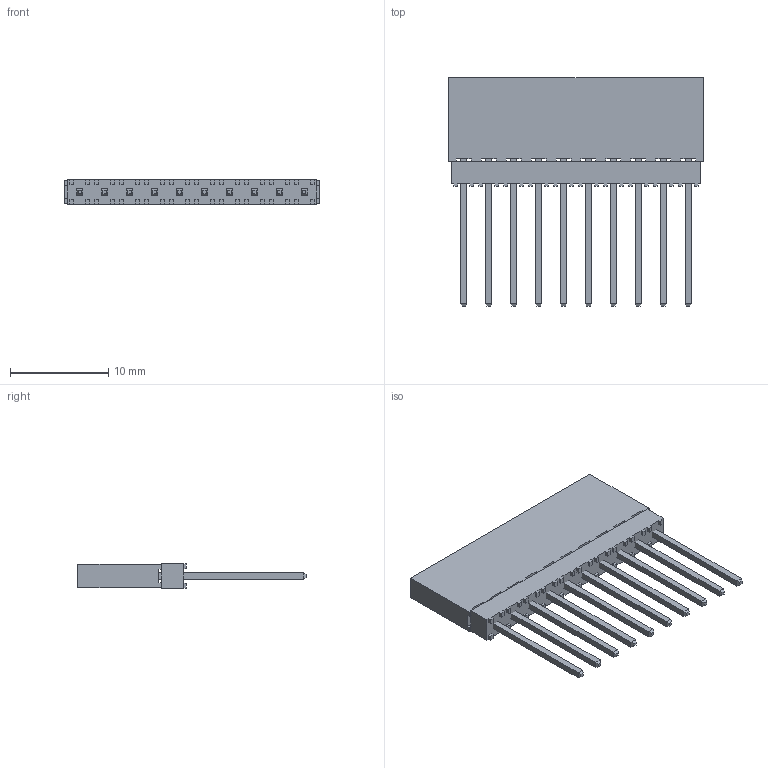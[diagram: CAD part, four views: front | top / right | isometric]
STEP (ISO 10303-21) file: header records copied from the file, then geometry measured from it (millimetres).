
FILE_DESCRIPTION( ( 'STEP AP214' ), '1' );
FILE_NAME( 'ESQ-110-14-T-S.stp', '2020-08-28T21:59:39', ( 'License CC BY-ND 4.0' ), ( 'CADENAS' ), ' ', 'PARTsolutions', ' ' );
FILE_SCHEMA( ( 'AUTOMOTIVE_DESIGN { 1 0 10303 214 1 1 1 1 }' ) );
Length unit declared in the file: inch
Products named in the file (4): ESQ-110-14-T-S; _ESQ-110-14-T-S_socket; _ESQ-110-14-T-S_pins; _ESQ-110-14-G-S-LL_bpins
Assembly tree (3 placements, depth 2):
  ESQ-110-14-T-S
    _ESQ-110-14-T-S_socket
    _ESQ-110-14-T-S_pins
    _ESQ-110-14-G-S-LL_bpins
Bounding box: 25.91 x 23.24 x 2.54 mm (x, y, z)
Volume: 699.6 mm3; surface area: 1694.1 mm2
Topology: 3 solids, 3 shells, 512 faces, 1388 edges, 912 vertices
Faces by surface type: plane 502, cylinder 10
Entity records: 19898 total; most frequent: CARTESIAN_POINT 2816, ORIENTED_EDGE 2776, DIRECTION 2440, EDGE_CURVE 1388, LINE 1368, VECTOR 1368, VERTEX_POINT 912, EDGE_LOOP 542
